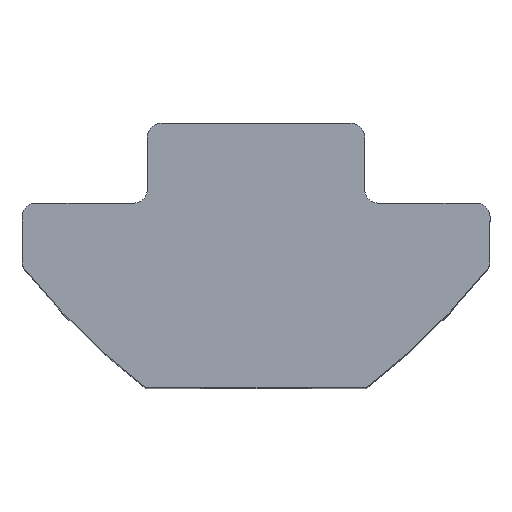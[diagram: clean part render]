
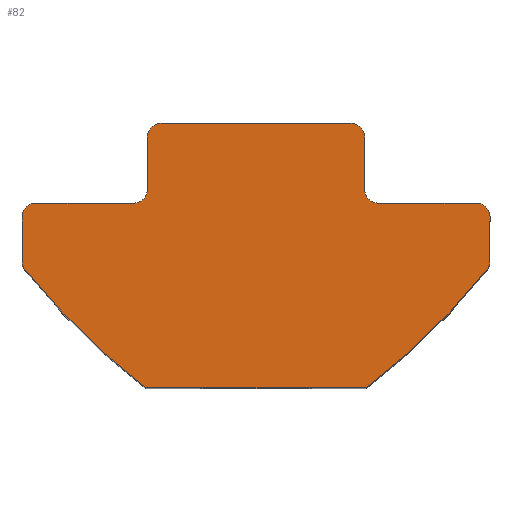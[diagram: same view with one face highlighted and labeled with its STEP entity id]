
A CAD part, top view. The second image highlights one B-rep face of the part: STEP entity #82.
In plain terms, the highlighted planar face has unit normal (0, 0, 1).
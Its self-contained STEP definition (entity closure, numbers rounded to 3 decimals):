
#82=ADVANCED_FACE('NONE',(#172),#173,.T.);
#172=FACE_OUTER_BOUND('',#264,.T.);
#173=PLANE('',#265);
#264=EDGE_LOOP('',(#428,#429,#430,#431,#432,#433,#434,#435,#436,#437,#438,#439,#440,#441,#442,#443,#444,#445));
#265=AXIS2_PLACEMENT_3D('',#446,#447,#448);
#428=ORIENTED_EDGE('',*,*,#611,.T.);
#429=ORIENTED_EDGE('',*,*,#622,.T.);
#430=ORIENTED_EDGE('',*,*,#614,.T.);
#431=ORIENTED_EDGE('',*,*,#620,.T.);
#432=ORIENTED_EDGE('',*,*,#567,.T.);
#433=ORIENTED_EDGE('',*,*,#572,.T.);
#434=ORIENTED_EDGE('',*,*,#578,.T.);
#435=ORIENTED_EDGE('',*,*,#582,.T.);
#436=ORIENTED_EDGE('',*,*,#586,.T.);
#437=ORIENTED_EDGE('',*,*,#623,.T.);
#438=ORIENTED_EDGE('',*,*,#590,.T.);
#439=ORIENTED_EDGE('',*,*,#624,.T.);
#440=ORIENTED_EDGE('',*,*,#595,.T.);
#441=ORIENTED_EDGE('',*,*,#625,.T.);
#442=ORIENTED_EDGE('',*,*,#600,.T.);
#443=ORIENTED_EDGE('',*,*,#626,.T.);
#444=ORIENTED_EDGE('',*,*,#606,.T.);
#445=ORIENTED_EDGE('',*,*,#627,.T.);
#446=CARTESIAN_POINT('',(10.809,9.918,22.0));
#447=DIRECTION('',(0.0,0.0,1.0));
#448=DIRECTION('',(1.0,-0.0,0.0));
#567=EDGE_CURVE('NONE',#678,#676,#679,.T.);
#572=EDGE_CURVE('NONE',#676,#684,#686,.T.);
#578=EDGE_CURVE('NONE',#684,#692,#694,.T.);
#582=EDGE_CURVE('NONE',#692,#698,#700,.T.);
#586=EDGE_CURVE('NONE',#698,#704,#706,.T.);
#590=EDGE_CURVE('NONE',#713,#711,#714,.T.);
#595=EDGE_CURVE('NONE',#722,#720,#723,.T.);
#600=EDGE_CURVE('NONE',#731,#729,#732,.T.);
#606=EDGE_CURVE('NONE',#741,#739,#742,.T.);
#611=EDGE_CURVE('NONE',#750,#748,#751,.T.);
#614=EDGE_CURVE('NONE',#754,#755,#756,.T.);
#620=EDGE_CURVE('NONE',#755,#678,#764,.T.);
#622=EDGE_CURVE('NONE',#748,#754,#766,.T.);
#623=EDGE_CURVE('NONE',#704,#713,#767,.T.);
#624=EDGE_CURVE('NONE',#711,#722,#768,.T.);
#625=EDGE_CURVE('NONE',#720,#731,#769,.T.);
#626=EDGE_CURVE('NONE',#729,#741,#770,.T.);
#627=EDGE_CURVE('NONE',#739,#750,#771,.T.);
#676=VERTEX_POINT('NONE',#826);
#678=VERTEX_POINT('NONE',#829);
#679=CIRCLE('',#830,24.5);
#684=VERTEX_POINT('NONE',#837);
#686=LINE('',#840,#841);
#692=VERTEX_POINT('NONE',#847);
#694=CIRCLE('',#850,24.5);
#698=VERTEX_POINT('NONE',#854);
#700=CIRCLE('',#857,0.5);
#704=VERTEX_POINT('NONE',#862);
#706=LINE('',#865,#866);
#711=VERTEX_POINT('NONE',#872);
#713=VERTEX_POINT('NONE',#875);
#714=LINE('',#876,#877);
#720=VERTEX_POINT('NONE',#885);
#722=VERTEX_POINT('NONE',#888);
#723=LINE('',#889,#890);
#729=VERTEX_POINT('NONE',#898);
#731=VERTEX_POINT('NONE',#901);
#732=LINE('',#902,#903);
#739=VERTEX_POINT('NONE',#912);
#741=VERTEX_POINT('NONE',#915);
#742=LINE('',#916,#917);
#748=VERTEX_POINT('NONE',#925);
#750=VERTEX_POINT('NONE',#928);
#751=LINE('',#929,#930);
#754=VERTEX_POINT('NONE',#934);
#755=VERTEX_POINT('NONE',#935);
#756=LINE('',#936,#937);
#764=CIRCLE('',#948,0.5);
#766=CIRCLE('',#950,0.5);
#767=CIRCLE('',#951,0.5);
#768=CIRCLE('',#952,0.5);
#769=CIRCLE('',#953,0.5);
#770=CIRCLE('',#954,0.5);
#771=CIRCLE('',#955,0.5);
#826=CARTESIAN_POINT('',(-4.0,-9.6,22.0));
#829=CARTESIAN_POINT('',(-8.392,-5.3,22.0));
#830=AXIS2_PLACEMENT_3D('',#1001,#1002,#1003);
#837=CARTESIAN_POINT('',(4.0,-9.6,22.0));
#840=CARTESIAN_POINT('',(-4.0,-9.6,22.0));
#841=VECTOR('',#1007,1000.0);
#847=CARTESIAN_POINT('',(8.392,-5.3,22.0));
#850=AXIS2_PLACEMENT_3D('',#1018,#1019,#1020);
#854=CARTESIAN_POINT('',(8.5,-4.989,22.0));
#857=AXIS2_PLACEMENT_3D('',#1025,#1026,#1027);
#862=CARTESIAN_POINT('',(8.5,-3.4,22.0));
#865=CARTESIAN_POINT('',(8.5,-2.9,22.0));
#866=VECTOR('',#1030,1000.0);
#872=CARTESIAN_POINT('',(4.45,-2.9,22.0));
#875=CARTESIAN_POINT('',(8.,-2.9,22.0));
#876=CARTESIAN_POINT('',(3.95,-2.9,22.0));
#877=VECTOR('',#1033,1000.0);
#885=CARTESIAN_POINT('',(3.95,-0.5,22.0));
#888=CARTESIAN_POINT('',(3.95,-2.4,22.0));
#889=CARTESIAN_POINT('',(3.95,0.,22.0));
#890=VECTOR('',#1037,1000.0);
#898=CARTESIAN_POINT('',(-3.45,0.,22.0));
#901=CARTESIAN_POINT('',(3.45,0.,22.0));
#902=CARTESIAN_POINT('',(3.95,0.,22.0));
#903=VECTOR('',#1041,1000.0);
#912=CARTESIAN_POINT('',(-3.95,-2.4,22.0));
#915=CARTESIAN_POINT('',(-3.95,-0.5,22.0));
#916=CARTESIAN_POINT('',(-3.95,0.,22.0));
#917=VECTOR('',#1048,1000.0);
#925=CARTESIAN_POINT('',(-8.,-2.9,22.0));
#928=CARTESIAN_POINT('',(-4.45,-2.9,22.0));
#929=CARTESIAN_POINT('',(-3.95,-2.9,22.0));
#930=VECTOR('',#1052,1000.0);
#934=CARTESIAN_POINT('',(-8.5,-3.4,22.0));
#935=CARTESIAN_POINT('',(-8.5,-4.989,22.0));
#936=CARTESIAN_POINT('',(-8.5,-2.9,22.0));
#937=VECTOR('',#1054,1000.0);
#948=AXIS2_PLACEMENT_3D('',#1061,#1062,#1063);
#950=AXIS2_PLACEMENT_3D('',#1064,#1065,#1066);
#951=AXIS2_PLACEMENT_3D('',#1067,#1068,#1069);
#952=AXIS2_PLACEMENT_3D('',#1070,#1071,#1072);
#953=AXIS2_PLACEMENT_3D('',#1073,#1074,#1075);
#954=AXIS2_PLACEMENT_3D('',#1076,#1077,#1078);
#955=AXIS2_PLACEMENT_3D('',#1079,#1080,#1081);
#1001=CARTESIAN_POINT('',(10.809,9.918,22.0));
#1002=DIRECTION('',(0.0,0.0,1.0));
#1003=DIRECTION('',(1.0,0.0,0.0));
#1007=DIRECTION('',(1.0,0.,0.0));
#1018=CARTESIAN_POINT('',(-10.809,9.918,22.0));
#1019=DIRECTION('',(0.0,0.0,1.0));
#1020=DIRECTION('',(-1.0,0.0,0.0));
#1025=CARTESIAN_POINT('',(8.0,-4.989,22.0));
#1026=DIRECTION('',(0.0,0.0,1.0));
#1027=DIRECTION('',(-1.0,0.0,0.0));
#1030=DIRECTION('',(0.,1.0,-0.0));
#1033=DIRECTION('',(-1.0,0.,-0.0));
#1037=DIRECTION('',(-0.0,1.0,-0.0));
#1041=DIRECTION('',(-1.0,0.,0.0));
#1048=DIRECTION('',(0.0,-1.0,0.0));
#1052=DIRECTION('',(-1.0,0.,0.0));
#1054=DIRECTION('',(0.,-1.0,0.0));
#1061=CARTESIAN_POINT('',(-8.0,-4.989,22.0));
#1062=DIRECTION('',(0.0,0.0,1.0));
#1063=DIRECTION('',(1.0,0.0,0.0));
#1064=CARTESIAN_POINT('',(-8.,-3.4,22.0));
#1065=DIRECTION('',(0.0,0.0,1.0));
#1066=DIRECTION('',(1.0,0.0,0.0));
#1067=CARTESIAN_POINT('',(8.,-3.4,22.0));
#1068=DIRECTION('',(0.0,0.0,1.0));
#1069=DIRECTION('',(1.0,0.0,0.0));
#1070=CARTESIAN_POINT('',(4.45,-2.4,22.0));
#1071=DIRECTION('',(0.0,0.0,-1.0));
#1072=DIRECTION('',(1.0,0.0,0.0));
#1073=CARTESIAN_POINT('',(3.45,-0.5,22.0));
#1074=DIRECTION('',(0.0,0.0,1.0));
#1075=DIRECTION('',(1.0,0.0,0.0));
#1076=CARTESIAN_POINT('',(-3.45,-0.5,22.0));
#1077=DIRECTION('',(0.0,0.0,1.0));
#1078=DIRECTION('',(1.0,0.0,0.0));
#1079=CARTESIAN_POINT('',(-4.45,-2.4,22.0));
#1080=DIRECTION('',(0.0,0.0,-1.0));
#1081=DIRECTION('',(1.0,0.0,0.0));
